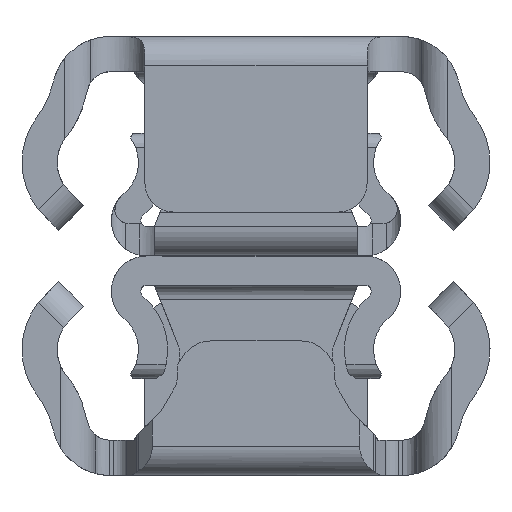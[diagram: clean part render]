
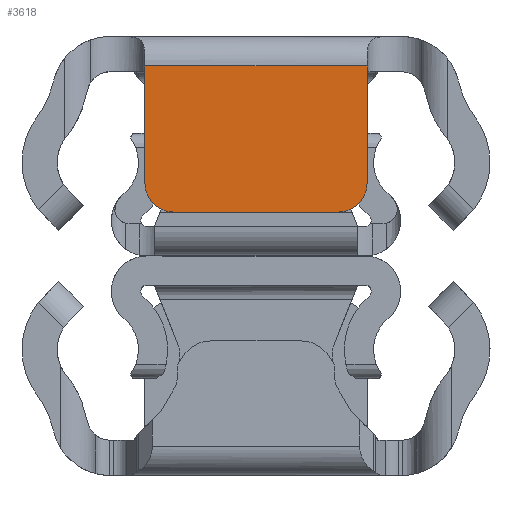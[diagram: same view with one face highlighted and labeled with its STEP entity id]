
A CAD part, left-side view. The second image highlights one B-rep face of the part: STEP entity #3618.
In plain terms, the highlighted face is planar.
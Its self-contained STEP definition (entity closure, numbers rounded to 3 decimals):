
#5 = DIRECTION ( 'NONE',  ( 0., 0., 1. ) ) ;
#11 = VERTEX_POINT ( 'NONE', #4444 ) ;
#45 = CIRCLE ( 'NONE', #4302, 1. ) ;
#99 = ORIENTED_EDGE ( 'NONE', *, *, #1969, .T. ) ;
#162 = CARTESIAN_POINT ( 'NONE',  ( 125., 3.8, -1.8 ) ) ;
#195 = DIRECTION ( 'NONE',  ( 0., 0., -1. ) ) ;
#229 = AXIS2_PLACEMENT_3D ( 'NONE', #4756, #2524, #1278 ) ;
#288 = VERTEX_POINT ( 'NONE', #4358 ) ;
#321 = VECTOR ( 'NONE', #2138, 1000. ) ;
#328 = VERTEX_POINT ( 'NONE', #4239 ) ;
#574 = VECTOR ( 'NONE', #4446, 1000. ) ;
#712 = EDGE_CURVE ( 'NONE', #288, #2250, #3948, .T. ) ;
#858 = CARTESIAN_POINT ( 'NONE',  ( 125., 3.8, 1. ) ) ;
#946 = VECTOR ( 'NONE', #2042, 1000. ) ;
#1186 = ORIENTED_EDGE ( 'NONE', *, *, #5371, .T. ) ;
#1278 = DIRECTION ( 'NONE',  ( 0., 0., -1. ) ) ;
#1336 = PLANE ( 'NONE',  #229 ) ;
#1363 = EDGE_CURVE ( 'NONE', #2019, #2250, #4254, .T. ) ;
#1422 = AXIS2_PLACEMENT_3D ( 'NONE', #1680, #3075, #1768 ) ;
#1539 = EDGE_CURVE ( 'NONE', #11, #3353, #5005, .T. ) ;
#1669 = CARTESIAN_POINT ( 'NONE',  ( 125., 3.8, 1.2 ) ) ;
#1680 = CARTESIAN_POINT ( 'NONE',  ( 125., 2.8, 5. ) ) ;
#1768 = DIRECTION ( 'NONE',  ( 0., 0., -1. ) ) ;
#1777 = EDGE_CURVE ( 'NONE', #288, #3353, #3992, .T. ) ;
#1890 = CARTESIAN_POINT ( 'NONE',  ( 125., -3.8, 1.2 ) ) ;
#1969 = EDGE_CURVE ( 'NONE', #3996, #328, #4303, .T. ) ;
#1986 = CIRCLE ( 'NONE', #1422, 1. ) ;
#2019 = VERTEX_POINT ( 'NONE', #2505 ) ;
#2042 = DIRECTION ( 'NONE',  ( 0., -1., 0. ) ) ;
#2138 = DIRECTION ( 'NONE',  ( 0., 0., 1. ) ) ;
#2180 = EDGE_LOOP ( 'NONE', ( #4778, #4011, #3806, #1186, #3441, #99, #3562, #5509 ) ) ;
#2250 = VERTEX_POINT ( 'NONE', #1890 ) ;
#2326 = VECTOR ( 'NONE', #195, 1000. ) ;
#2505 = CARTESIAN_POINT ( 'NONE',  ( 125., -3.8, 5. ) ) ;
#2511 = LINE ( 'NONE', #1669, #321 ) ;
#2524 = DIRECTION ( 'NONE',  ( 1., 0., 0. ) ) ;
#2629 = CARTESIAN_POINT ( 'NONE',  ( 125., 3.8, 1. ) ) ;
#3014 = DIRECTION ( 'NONE',  ( 1., 0., 0. ) ) ;
#3075 = DIRECTION ( 'NONE',  ( 1., 0., 0. ) ) ;
#3353 = VERTEX_POINT ( 'NONE', #2629 ) ;
#3441 = ORIENTED_EDGE ( 'NONE', *, *, #3592, .T. ) ;
#3474 = CARTESIAN_POINT ( 'NONE',  ( 125., 2.8, 6. ) ) ;
#3562 = ORIENTED_EDGE ( 'NONE', *, *, #3918, .T. ) ;
#3592 = EDGE_CURVE ( 'NONE', #5234, #3996, #1986, .T. ) ;
#3618 = ADVANCED_FACE ( 'NONE', ( #5718 ), #1336, .T. ) ;
#3806 = ORIENTED_EDGE ( 'NONE', *, *, #1539, .F. ) ;
#3918 = EDGE_CURVE ( 'NONE', #328, #2019, #45, .T. ) ;
#3948 = LINE ( 'NONE', #4410, #5682 ) ;
#3992 = LINE ( 'NONE', #858, #574 ) ;
#3996 = VERTEX_POINT ( 'NONE', #3474 ) ;
#4011 = ORIENTED_EDGE ( 'NONE', *, *, #1777, .T. ) ;
#4222 = DIRECTION ( 'NONE',  ( 0., 0., -1. ) ) ;
#4239 = CARTESIAN_POINT ( 'NONE',  ( 125., -2.8, 6. ) ) ;
#4254 = LINE ( 'NONE', #4629, #2326 ) ;
#4302 = AXIS2_PLACEMENT_3D ( 'NONE', #5189, #3014, #5161 ) ;
#4303 = LINE ( 'NONE', #5205, #946 ) ;
#4358 = CARTESIAN_POINT ( 'NONE',  ( 125., -3.8, 1. ) ) ;
#4410 = CARTESIAN_POINT ( 'NONE',  ( 125., -3.8, -1.8 ) ) ;
#4444 = CARTESIAN_POINT ( 'NONE',  ( 125., 3.8, 1.2 ) ) ;
#4446 = DIRECTION ( 'NONE',  ( 0., 1., 0. ) ) ;
#4629 = CARTESIAN_POINT ( 'NONE',  ( 125., -3.8, 1.2 ) ) ;
#4756 = CARTESIAN_POINT ( 'NONE',  ( 125., -4.983, 2. ) ) ;
#4778 = ORIENTED_EDGE ( 'NONE', *, *, #712, .F. ) ;
#5005 = LINE ( 'NONE', #162, #5020 ) ;
#5020 = VECTOR ( 'NONE', #4222, 1000. ) ;
#5161 = DIRECTION ( 'NONE',  ( 0., 0., -1. ) ) ;
#5189 = CARTESIAN_POINT ( 'NONE',  ( 125., -2.8, 5. ) ) ;
#5205 = CARTESIAN_POINT ( 'NONE',  ( 125., 2.8, 6. ) ) ;
#5234 = VERTEX_POINT ( 'NONE', #5422 ) ;
#5371 = EDGE_CURVE ( 'NONE', #11, #5234, #2511, .T. ) ;
#5422 = CARTESIAN_POINT ( 'NONE',  ( 125., 3.8, 5. ) ) ;
#5509 = ORIENTED_EDGE ( 'NONE', *, *, #1363, .T. ) ;
#5682 = VECTOR ( 'NONE', #5, 1000. ) ;
#5718 = FACE_OUTER_BOUND ( 'NONE', #2180, .T. ) ;
